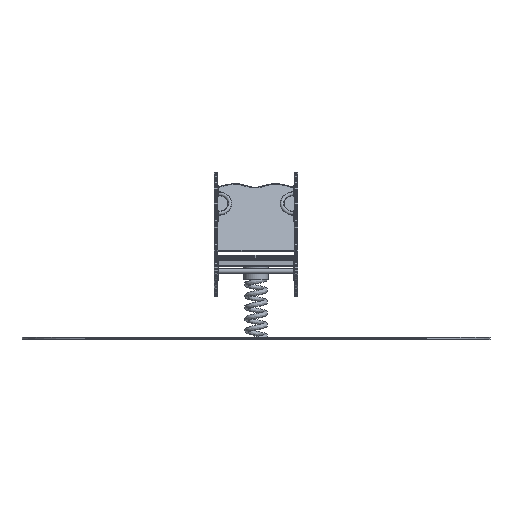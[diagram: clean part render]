
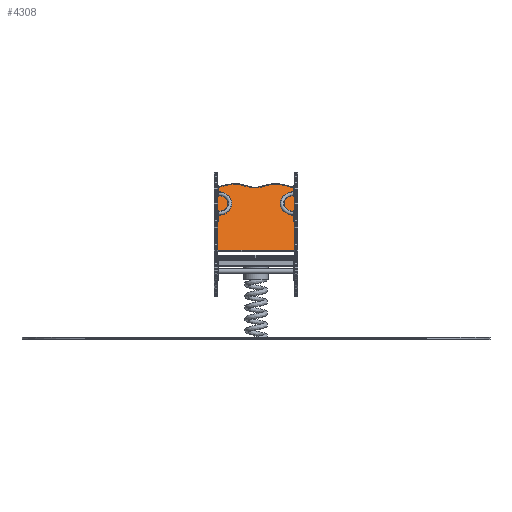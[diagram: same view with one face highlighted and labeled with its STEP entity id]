
A CAD part, top view. The second image highlights one B-rep face of the part: STEP entity #4308.
In plain terms, the highlighted face is planar.
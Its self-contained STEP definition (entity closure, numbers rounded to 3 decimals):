
#4308=ADVANCED_FACE('',(#25162),#25164,.T.);
#25162=FACE_BOUND('',#25163,.T.);
#25163=EDGE_LOOP('',(#28993,#28994,#28995,#28996,#28997,#28998));
#25164=PLANE('',#25165);
#25165=AXIS2_PLACEMENT_3D('',#25166,#25167,#25168);
#25166=CARTESIAN_POINT('',(0.,0.,0.));
#25167=DIRECTION('',(0.,0.,1.));
#25168=DIRECTION('',(1.,0.,0.));
#28993=ORIENTED_EDGE('',*,*,#29618,.T.);
#28994=ORIENTED_EDGE('',*,*,#29615,.T.);
#28995=ORIENTED_EDGE('',*,*,#29619,.T.);
#28996=ORIENTED_EDGE('',*,*,#29620,.T.);
#28997=ORIENTED_EDGE('',*,*,#29621,.T.);
#28998=ORIENTED_EDGE('',*,*,#29600,.T.);
#29600=EDGE_CURVE('',#30515,#30512,#30516,.T.);
#29615=EDGE_CURVE('',#30530,#30540,#30542,.T.);
#29618=EDGE_CURVE('',#30512,#30530,#30545,.T.);
#29619=EDGE_CURVE('',#30540,#30546,#30547,.T.);
#29620=EDGE_CURVE('',#30546,#30548,#30549,.T.);
#29621=EDGE_CURVE('',#30548,#30515,#30550,.T.);
#30512=VERTEX_POINT('',#33782);
#30515=VERTEX_POINT('',#33788);
#30516=LINE('',#33789,#33790);
#30530=VERTEX_POINT('',#33824);
#30540=VERTEX_POINT('',#33847);
#30542=LINE('',#33852,#33853);
#30545=LINE('',#33861,#33862);
#30546=VERTEX_POINT('',#33864);
#30547=LINE('',#33865,#33866);
#30548=VERTEX_POINT('',#33868);
#30549=B_SPLINE_CURVE_WITH_KNOTS('',3,
(#33869,#33870,#33871,#33872,#33873,#33874,#33875,#33876,#33877,#33878,#33879,#33880,
#33881,#33882,#33883,#33884,#33885,#33886,#33887,#33888,#33889,#33890,#33891,#33892,
#33893,#33894,#33895,#33896,#33897,#33898,#33899,#33900,#33901,#33902,#33903,#33904,
#33905,#33906,#33907,#33908,#33909),
.UNSPECIFIED.,.F.,.F.,
(4,1,1,1,1,1,1,1,1,1,1,1,1,1,1,1,1,1,1,1,1,1,1,1,1,1,1,1,1,1,1,1,1,1,1,1,1,1,4),
(0.,0.133,0.213,0.242,0.247,0.252,
0.257,0.263,0.274,0.292,0.319,
0.347,0.377,0.407,0.441,0.468,
0.487,0.498,0.508,0.52,0.537,
0.561,0.592,0.625,0.658,0.69,
0.713,0.73,0.737,0.742,0.745,
0.747,0.751,0.755,0.762,0.785,
0.842,0.918,1.),
.UNSPECIFIED.);
#30550=LINE('',#33910,#33911);
#33782=CARTESIAN_POINT('',(0.,5.,0.));
#33788=CARTESIAN_POINT('',(0.,345.,0.));
#33789=CARTESIAN_POINT('',(0.,345.,0.));
#33790=VECTOR('',#33791,1.);
#33791=DIRECTION('',(0.,-1.,0.));
#33824=CARTESIAN_POINT('',(420.,5.,0.));
#33847=CARTESIAN_POINT('',(420.,345.,0.));
#33852=CARTESIAN_POINT('',(420.,5.,0.));
#33853=VECTOR('',#33854,1.);
#33854=DIRECTION('',(0.,1.,0.));
#33861=CARTESIAN_POINT('',(0.,5.,0.));
#33862=VECTOR('',#33863,1.);
#33863=DIRECTION('',(1.,0.,0.));
#33864=CARTESIAN_POINT('',(409.037,345.,0.));
#33865=CARTESIAN_POINT('',(420.,345.,0.));
#33866=VECTOR('',#33867,1.);
#33867=DIRECTION('',(-1.,0.,0.));
#33868=CARTESIAN_POINT('',(10.963,345.,0.));
#33869=CARTESIAN_POINT('',(409.037,345.,0.));
#33870=CARTESIAN_POINT('',(391.531,352.003,0.));
#33871=CARTESIAN_POINT('',(363.508,360.4,0.));
#33872=CARTESIAN_POINT('',(331.668,364.38,0.));
#33873=CARTESIAN_POINT('',(316.638,364.947,0.));
#33874=CARTESIAN_POINT('',(311.522,364.997,0.));
#33875=CARTESIAN_POINT('',(309.603,365.006,0.));
#33876=CARTESIAN_POINT('',(307.579,364.972,0.));
#33877=CARTESIAN_POINT('',(304.84,364.856,0.));
#33878=CARTESIAN_POINT('',(300.407,364.507,0.));
#33879=CARTESIAN_POINT('',(293.304,363.549,0.));
#33880=CARTESIAN_POINT('',(283.799,361.573,0.));
#33881=CARTESIAN_POINT('',(272.567,358.557,0.));
#33882=CARTESIAN_POINT('',(260.776,355.009,0.));
#33883=CARTESIAN_POINT('',(248.122,351.226,0.));
#33884=CARTESIAN_POINT('',(235.737,348.005,0.));
#33885=CARTESIAN_POINT('',(224.701,345.982,0.));
#33886=CARTESIAN_POINT('',(216.649,345.169,0.));
#33887=CARTESIAN_POINT('',(210.986,344.967,0.));
#33888=CARTESIAN_POINT('',(206.278,345.038,0.));
#33889=CARTESIAN_POINT('',(200.813,345.391,0.));
#33890=CARTESIAN_POINT('',(193.326,346.314,0.));
#33891=CARTESIAN_POINT('',(183.367,348.241,0.));
#33892=CARTESIAN_POINT('',(171.288,351.388,0.));
#33893=CARTESIAN_POINT('',(158.238,355.312,0.));
#33894=CARTESIAN_POINT('',(145.236,359.203,0.));
#33895=CARTESIAN_POINT('',(133.737,362.159,0.));
#33896=CARTESIAN_POINT('',(124.518,363.889,0.));
#33897=CARTESIAN_POINT('',(118.474,364.609,0.));
#33898=CARTESIAN_POINT('',(114.844,364.866,0.));
#33899=CARTESIAN_POINT('',(112.946,364.95,0.));
#33900=CARTESIAN_POINT('',(111.633,364.986,0.));
#33901=CARTESIAN_POINT('',(110.486,365.002,0.));
#33902=CARTESIAN_POINT('',(109.124,365.,0.));
#33903=CARTESIAN_POINT('',(107.157,364.987,0.));
#33904=CARTESIAN_POINT('',(102.721,364.917,0.));
#33905=CARTESIAN_POINT('',(91.346,364.468,0.));
#33906=CARTESIAN_POINT('',(70.947,362.354,0.));
#33907=CARTESIAN_POINT('',(42.648,356.424,0.));
#33908=CARTESIAN_POINT('',(21.811,349.339,0.));
#33909=CARTESIAN_POINT('',(10.963,345.,0.));
#33910=CARTESIAN_POINT('',(10.963,345.,0.));
#33911=VECTOR('',#33912,1.);
#33912=DIRECTION('',(-1.,0.,0.));
